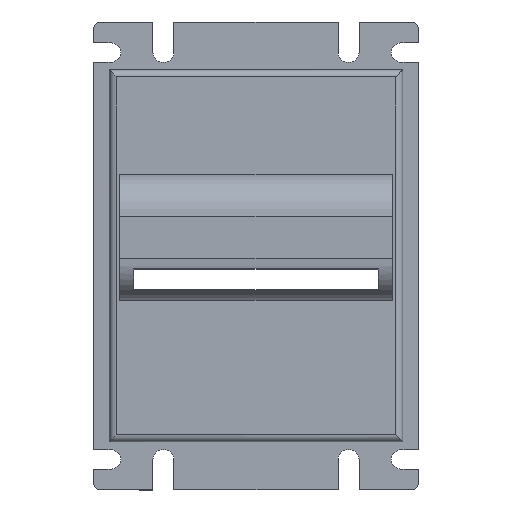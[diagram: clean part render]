
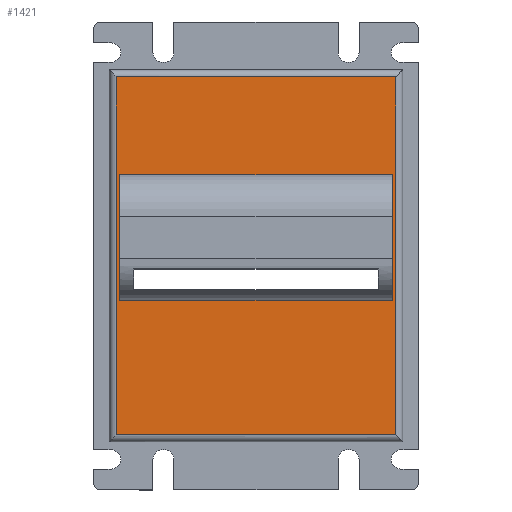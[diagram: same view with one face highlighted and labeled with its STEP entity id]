
A CAD part, top view. The second image highlights one B-rep face of the part: STEP entity #1421.
In plain terms, the highlighted planar face has unit normal (0, 0, 1).
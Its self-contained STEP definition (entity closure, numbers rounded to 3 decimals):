
#1 = EDGE_CURVE ( 'NONE', #1656, #1502, #1451, .T. ) ;
#11 = CARTESIAN_POINT ( 'NONE',  ( -40., 0., 17.5 ) ) ;
#37 = LINE ( 'NONE', #1045, #41 ) ;
#41 = VECTOR ( 'NONE', #1366, 1000. ) ;
#86 = EDGE_CURVE ( 'NONE', #427, #824, #697, .T. ) ;
#106 = VERTEX_POINT ( 'NONE', #1632 ) ;
#127 = ORIENTED_EDGE ( 'NONE', *, *, #86, .T. ) ;
#189 = VECTOR ( 'NONE', #614, 1000. ) ;
#190 = DIRECTION ( 'NONE',  ( 0., 1., 0. ) ) ;
#252 = VERTEX_POINT ( 'NONE', #1390 ) ;
#291 = LINE ( 'NONE', #1411, #189 ) ;
#314 = DIRECTION ( 'NONE',  ( 1., 0., 0. ) ) ;
#335 = CARTESIAN_POINT ( 'NONE',  ( -39., -12.75, 17.5 ) ) ;
#336 = EDGE_CURVE ( 'NONE', #1502, #427, #291, .T. ) ;
#366 = CARTESIAN_POINT ( 'NONE',  ( 39., 23.25, 17.5 ) ) ;
#392 = LINE ( 'NONE', #1991, #1519 ) ;
#427 = VERTEX_POINT ( 'NONE', #1449 ) ;
#478 = CARTESIAN_POINT ( 'NONE',  ( 40., 51.25, 17.5 ) ) ;
#479 = DIRECTION ( 'NONE',  ( 0., -1., 0. ) ) ;
#614 = DIRECTION ( 'NONE',  ( 1., 0., 0. ) ) ;
#697 = LINE ( 'NONE', #1169, #1518 ) ;
#714 = EDGE_CURVE ( 'NONE', #824, #1656, #392, .T. ) ;
#738 = LINE ( 'NONE', #1867, #1322 ) ;
#824 = VERTEX_POINT ( 'NONE', #478 ) ;
#835 = FACE_OUTER_BOUND ( 'NONE', #1539, .T. ) ;
#860 = LINE ( 'NONE', #366, #956 ) ;
#919 = CARTESIAN_POINT ( 'NONE',  ( 39., 23.25, 17.5 ) ) ;
#956 = VECTOR ( 'NONE', #1952, 1000. ) ;
#995 = EDGE_CURVE ( 'NONE', #1393, #106, #1294, .T. ) ;
#1002 = DIRECTION ( 'NONE',  ( 1., 0., 0. ) ) ;
#1043 = CARTESIAN_POINT ( 'NONE',  ( -40., -51.25, 17.5 ) ) ;
#1045 = CARTESIAN_POINT ( 'NONE',  ( -39., 23.25, 17.5 ) ) ;
#1071 = ORIENTED_EDGE ( 'NONE', *, *, #1985, .F. ) ;
#1112 = PLANE ( 'NONE',  #2015 ) ;
#1169 = CARTESIAN_POINT ( 'NONE',  ( 40., 53.25, 17.5 ) ) ;
#1170 = ORIENTED_EDGE ( 'NONE', *, *, #995, .F. ) ;
#1229 = ORIENTED_EDGE ( 'NONE', *, *, #1, .T. ) ;
#1260 = VECTOR ( 'NONE', #1002, 1000. ) ;
#1294 = LINE ( 'NONE', #335, #1260 ) ;
#1322 = VECTOR ( 'NONE', #1375, 1000. ) ;
#1366 = DIRECTION ( 'NONE',  ( -1., 0., 0. ) ) ;
#1375 = DIRECTION ( 'NONE',  ( 0., -1., 0. ) ) ;
#1390 = CARTESIAN_POINT ( 'NONE',  ( -39., 23.25, 17.5 ) ) ;
#1393 = VERTEX_POINT ( 'NONE', #1455 ) ;
#1411 = CARTESIAN_POINT ( 'NONE',  ( 42., -51.25, 17.5 ) ) ;
#1421 = ADVANCED_FACE ( 'NONE', ( #835, #1597 ), #1112, .T. ) ;
#1449 = CARTESIAN_POINT ( 'NONE',  ( 40., -51.25, 17.5 ) ) ;
#1451 = LINE ( 'NONE', #11, #1772 ) ;
#1455 = CARTESIAN_POINT ( 'NONE',  ( -39., -12.75, 17.5 ) ) ;
#1456 = ORIENTED_EDGE ( 'NONE', *, *, #336, .T. ) ;
#1490 = DIRECTION ( 'NONE',  ( -1., 0., 0. ) ) ;
#1493 = ORIENTED_EDGE ( 'NONE', *, *, #1844, .F. ) ;
#1502 = VERTEX_POINT ( 'NONE', #1043 ) ;
#1518 = VECTOR ( 'NONE', #190, 1000. ) ;
#1519 = VECTOR ( 'NONE', #1490, 1000. ) ;
#1539 = EDGE_LOOP ( 'NONE', ( #1229, #1456, #127, #1874 ) ) ;
#1597 = FACE_BOUND ( 'NONE', #1607, .T. ) ;
#1607 = EDGE_LOOP ( 'NONE', ( #1902, #1170, #1071, #1493 ) ) ;
#1632 = CARTESIAN_POINT ( 'NONE',  ( 39., -12.75, 17.5 ) ) ;
#1656 = VERTEX_POINT ( 'NONE', #1870 ) ;
#1740 = CARTESIAN_POINT ( 'NONE',  ( 0., 0., 17.5 ) ) ;
#1772 = VECTOR ( 'NONE', #479, 1000. ) ;
#1844 = EDGE_CURVE ( 'NONE', #2028, #252, #37, .T. ) ;
#1867 = CARTESIAN_POINT ( 'NONE',  ( -39., 23.25, 17.5 ) ) ;
#1870 = CARTESIAN_POINT ( 'NONE',  ( -40., 51.25, 17.5 ) ) ;
#1874 = ORIENTED_EDGE ( 'NONE', *, *, #714, .T. ) ;
#1881 = EDGE_CURVE ( 'NONE', #106, #2028, #860, .T. ) ;
#1902 = ORIENTED_EDGE ( 'NONE', *, *, #1881, .F. ) ;
#1910 = DIRECTION ( 'NONE',  ( 0., 0., 1. ) ) ;
#1952 = DIRECTION ( 'NONE',  ( 0., 1., 0. ) ) ;
#1985 = EDGE_CURVE ( 'NONE', #252, #1393, #738, .T. ) ;
#1991 = CARTESIAN_POINT ( 'NONE',  ( -42., 51.25, 17.5 ) ) ;
#2015 = AXIS2_PLACEMENT_3D ( 'NONE', #1740, #1910, #314 ) ;
#2028 = VERTEX_POINT ( 'NONE', #919 ) ;
